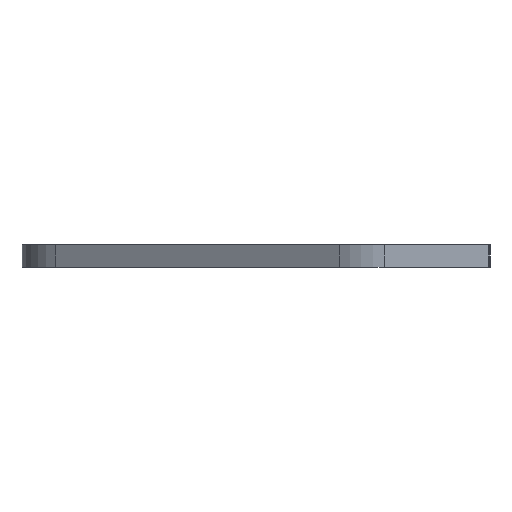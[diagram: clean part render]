
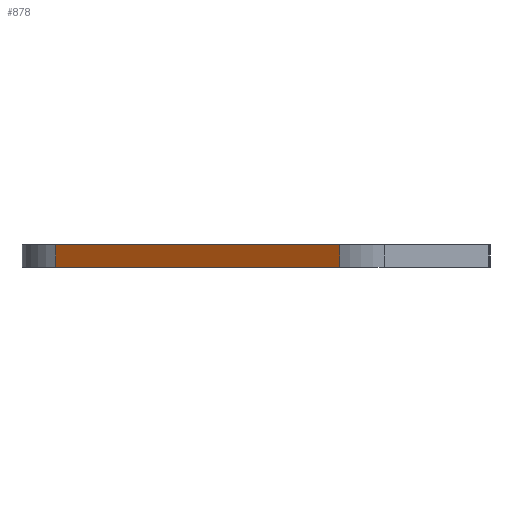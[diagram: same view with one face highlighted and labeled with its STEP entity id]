
A CAD part, left-side view. The second image highlights one B-rep face of the part: STEP entity #878.
In plain terms, the highlighted planar face has unit normal (-0.822, 0.569, 0).
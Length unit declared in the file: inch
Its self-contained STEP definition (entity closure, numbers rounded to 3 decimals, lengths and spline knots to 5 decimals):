
#16 = DIRECTION ( 'NONE',  ( 0.822, -0.569, 0. ) ) ;
#101 = VERTEX_POINT ( 'NONE', #111 ) ;
#103 = CARTESIAN_POINT ( 'NONE',  ( 2.02632, 4.17691, 0.22 ) ) ;
#111 = CARTESIAN_POINT ( 'NONE',  ( 0.13336, 1.44263, 0. ) ) ;
#132 = FACE_OUTER_BOUND ( 'NONE', #250, .T. ) ;
#163 = VECTOR ( 'NONE', #1237, 39.37008 ) ;
#166 = CARTESIAN_POINT ( 'NONE',  ( 2.25, 4.5, 0.22 ) ) ;
#250 = EDGE_LOOP ( 'NONE', ( #769, #1085, #801, #734 ) ) ;
#298 = VECTOR ( 'NONE', #971, 39.37008 ) ;
#303 = EDGE_CURVE ( 'NONE', #1394, #1007, #331, .T. ) ;
#331 = LINE ( 'NONE', #103, #298 ) ;
#344 = LINE ( 'NONE', #1336, #432 ) ;
#432 = VECTOR ( 'NONE', #851, 39.37008 ) ;
#433 = CARTESIAN_POINT ( 'NONE',  ( 2.02632, 4.17691, 0. ) ) ;
#493 = CARTESIAN_POINT ( 'NONE',  ( 2.25, 4.5, 0.22 ) ) ;
#627 = PLANE ( 'NONE',  #1393 ) ;
#734 = ORIENTED_EDGE ( 'NONE', *, *, #303, .T. ) ;
#750 = LINE ( 'NONE', #1613, #163 ) ;
#769 = ORIENTED_EDGE ( 'NONE', *, *, #1537, .T. ) ;
#777 = EDGE_CURVE ( 'NONE', #101, #1432, #344, .T. ) ;
#801 = ORIENTED_EDGE ( 'NONE', *, *, #1265, .F. ) ;
#827 = CARTESIAN_POINT ( 'NONE',  ( 0.13336, 1.44263, 0.22 ) ) ;
#851 = DIRECTION ( 'NONE',  ( 0., 0., 1. ) ) ;
#878 = ADVANCED_FACE ( 'NONE', ( #132 ), #627, .F. ) ;
#971 = DIRECTION ( 'NONE',  ( 0., 0., -1. ) ) ;
#1007 = VERTEX_POINT ( 'NONE', #433 ) ;
#1081 = VECTOR ( 'NONE', #1289, 39.37008 ) ;
#1085 = ORIENTED_EDGE ( 'NONE', *, *, #777, .T. ) ;
#1110 = DIRECTION ( 'NONE',  ( 0.569, 0.822, 0. ) ) ;
#1237 = DIRECTION ( 'NONE',  ( -0.569, -0.822, 0. ) ) ;
#1265 = EDGE_CURVE ( 'NONE', #1394, #1432, #1434, .T. ) ;
#1289 = DIRECTION ( 'NONE',  ( -0.569, -0.822, 0. ) ) ;
#1336 = CARTESIAN_POINT ( 'NONE',  ( 0.13336, 1.44263, 0.22 ) ) ;
#1393 = AXIS2_PLACEMENT_3D ( 'NONE', #493, #16, #1110 ) ;
#1394 = VERTEX_POINT ( 'NONE', #1577 ) ;
#1432 = VERTEX_POINT ( 'NONE', #827 ) ;
#1434 = LINE ( 'NONE', #166, #1081 ) ;
#1537 = EDGE_CURVE ( 'NONE', #1007, #101, #750, .T. ) ;
#1577 = CARTESIAN_POINT ( 'NONE',  ( 2.02632, 4.17691, 0.22 ) ) ;
#1613 = CARTESIAN_POINT ( 'NONE',  ( 2.25, 4.5, 0. ) ) ;
